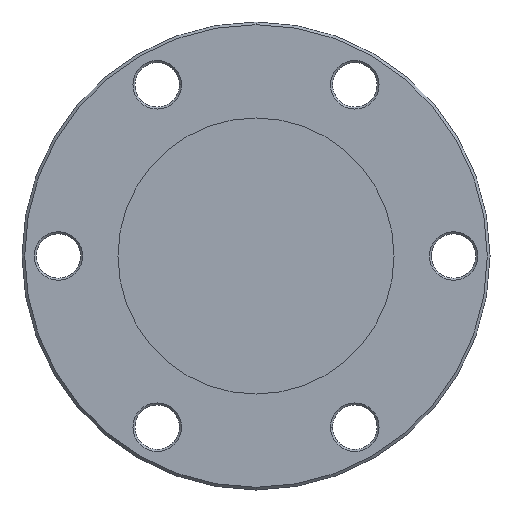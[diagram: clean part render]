
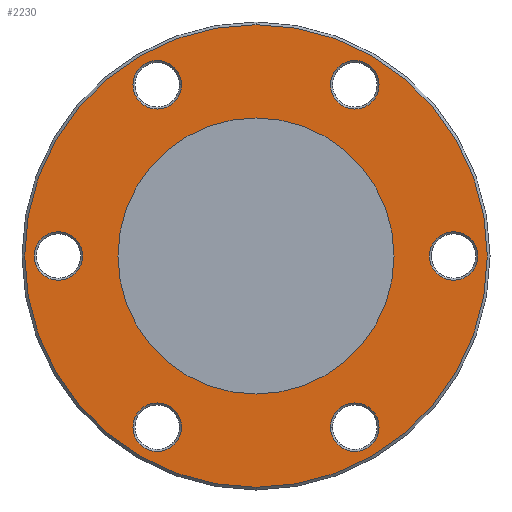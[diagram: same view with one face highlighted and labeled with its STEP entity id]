
A CAD part, left-side view. The second image highlights one B-rep face of the part: STEP entity #2230.
In plain terms, the highlighted planar face has unit normal (-1, 0, 0).
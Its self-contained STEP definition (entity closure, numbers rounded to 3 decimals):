
#216=CARTESIAN_POINT('',(-2.746,0.,20.5));
#217=VERTEX_POINT('',#216);
#226=CARTESIAN_POINT('',(-2.746,0.,-20.5));
#227=VERTEX_POINT('',#226);
#228=CARTESIAN_POINT('',(-2.746,0.,0.));
#229=DIRECTION('',(1.0,0.0,0.0));
#230=DIRECTION('',(0.0,0.0,1.0));
#231=AXIS2_PLACEMENT_3D('',#228,#229,#230);
#232=CIRCLE('',#231,20.5);
#233=EDGE_CURVE('',#227,#217,#232,.T.);
#258=CARTESIAN_POINT('',(-2.746,0.,-34.35));
#259=VERTEX_POINT('',#258);
#268=CARTESIAN_POINT('',(-2.746,0.,34.35));
#269=VERTEX_POINT('',#268);
#270=CARTESIAN_POINT('',(-2.746,0.,0.));
#271=DIRECTION('',(1.0,0.0,0.0));
#272=DIRECTION('',(0.0,0.0,-1.0));
#273=AXIS2_PLACEMENT_3D('',#270,#271,#272);
#274=CIRCLE('',#273,34.35);
#275=EDGE_CURVE('',#259,#269,#274,.T.);
#490=CARTESIAN_POINT('',(-2.746,18.275,25.418));
#491=VERTEX_POINT('',#490);
#505=CARTESIAN_POINT('',(-2.746,11.075,25.418));
#506=VERTEX_POINT('',#505);
#513=CARTESIAN_POINT('',(-2.746,14.675,25.418));
#514=DIRECTION('',(-1.0,0.0,0.0));
#515=DIRECTION('',(0.0,1.0,0.0));
#516=AXIS2_PLACEMENT_3D('',#513,#514,#515);
#517=CIRCLE('',#516,3.6);
#518=EDGE_CURVE('',#506,#491,#517,.T.);
#629=CARTESIAN_POINT('',(-2.746,-12.875,28.536));
#630=VERTEX_POINT('',#629);
#644=CARTESIAN_POINT('',(-2.746,-16.475,22.3));
#645=VERTEX_POINT('',#644);
#652=CARTESIAN_POINT('',(-2.746,-14.675,25.418));
#653=DIRECTION('',(-1.0,0.,0.));
#654=DIRECTION('',(0.,0.5,0.866));
#655=AXIS2_PLACEMENT_3D('',#652,#653,#654);
#656=CIRCLE('',#655,3.6);
#657=EDGE_CURVE('',#645,#630,#656,.T.);
#768=CARTESIAN_POINT('',(-2.746,-31.15,3.118));
#769=VERTEX_POINT('',#768);
#783=CARTESIAN_POINT('',(-2.746,-27.55,-3.118));
#784=VERTEX_POINT('',#783);
#791=CARTESIAN_POINT('',(-2.746,-29.35,0.));
#792=DIRECTION('',(-1.,0.,0.));
#793=DIRECTION('',(0.,-0.5,0.866));
#794=AXIS2_PLACEMENT_3D('',#791,#792,#793);
#795=CIRCLE('',#794,3.6);
#796=EDGE_CURVE('',#784,#769,#795,.T.);
#907=CARTESIAN_POINT('',(-2.746,-18.275,-25.418));
#908=VERTEX_POINT('',#907);
#922=CARTESIAN_POINT('',(-2.746,-11.075,-25.418));
#923=VERTEX_POINT('',#922);
#930=CARTESIAN_POINT('',(-2.746,-14.675,-25.418));
#931=DIRECTION('',(-1.0,0.0,0.0));
#932=DIRECTION('',(0.0,-1.0,0.0));
#933=AXIS2_PLACEMENT_3D('',#930,#931,#932);
#934=CIRCLE('',#933,3.6);
#935=EDGE_CURVE('',#923,#908,#934,.T.);
#1046=CARTESIAN_POINT('',(-2.746,12.875,-28.536));
#1047=VERTEX_POINT('',#1046);
#1061=CARTESIAN_POINT('',(-2.746,16.475,-22.3));
#1062=VERTEX_POINT('',#1061);
#1069=CARTESIAN_POINT('',(-2.746,14.675,-25.418));
#1070=DIRECTION('',(-1.,0.,0.));
#1071=DIRECTION('',(0.,-0.5,-0.866));
#1072=AXIS2_PLACEMENT_3D('',#1069,#1070,#1071);
#1073=CIRCLE('',#1072,3.6);
#1074=EDGE_CURVE('',#1062,#1047,#1073,.T.);
#1185=CARTESIAN_POINT('',(-2.746,31.15,-3.118));
#1186=VERTEX_POINT('',#1185);
#1200=CARTESIAN_POINT('',(-2.746,27.55,3.118));
#1201=VERTEX_POINT('',#1200);
#1208=CARTESIAN_POINT('',(-2.746,29.35,0.));
#1209=DIRECTION('',(-1.0,0.,0.));
#1210=DIRECTION('',(0.,0.5,-0.866));
#1211=AXIS2_PLACEMENT_3D('',#1208,#1209,#1210);
#1212=CIRCLE('',#1211,3.6);
#1213=EDGE_CURVE('',#1201,#1186,#1212,.T.);
#2106=CARTESIAN_POINT('',(-2.746,29.35,0.));
#2107=DIRECTION('',(-1.0,0.,0.));
#2108=DIRECTION('',(0.,0.5,-0.866));
#2109=AXIS2_PLACEMENT_3D('',#2106,#2107,#2108);
#2110=CIRCLE('',#2109,3.6);
#2111=EDGE_CURVE('',#1186,#1201,#2110,.T.);
#2151=CARTESIAN_POINT('',(-2.746,0.,27.625));
#2152=DIRECTION('',(-1.0,0.0,0.0));
#2153=DIRECTION('',(0.0,-1.0,0.0));
#2154=AXIS2_PLACEMENT_3D('',#2151,#2152,#2153);
#2155=PLANE('',#2154);
#2156=CARTESIAN_POINT('',(-2.746,0.,0.));
#2157=DIRECTION('',(1.0,0.0,0.0));
#2158=DIRECTION('',(0.0,0.0,-1.0));
#2159=AXIS2_PLACEMENT_3D('',#2156,#2157,#2158);
#2160=CIRCLE('',#2159,34.35);
#2161=EDGE_CURVE('',#269,#259,#2160,.T.);
#2162=ORIENTED_EDGE('',*,*,#2161,.F.);
#2163=ORIENTED_EDGE('',*,*,#275,.F.);
#2164=EDGE_LOOP('',(#2162,#2163));
#2165=FACE_OUTER_BOUND('',#2164,.T.);
#2166=ORIENTED_EDGE('',*,*,#1074,.F.);
#2167=CARTESIAN_POINT('',(-2.746,14.675,-25.418));
#2168=DIRECTION('',(-1.,0.,0.));
#2169=DIRECTION('',(0.,-0.5,-0.866));
#2170=AXIS2_PLACEMENT_3D('',#2167,#2168,#2169);
#2171=CIRCLE('',#2170,3.6);
#2172=EDGE_CURVE('',#1047,#1062,#2171,.T.);
#2173=ORIENTED_EDGE('',*,*,#2172,.F.);
#2174=EDGE_LOOP('',(#2166,#2173));
#2175=FACE_BOUND('',#2174,.T.);
#2176=ORIENTED_EDGE('',*,*,#796,.F.);
#2177=CARTESIAN_POINT('',(-2.746,-29.35,0.));
#2178=DIRECTION('',(-1.,0.,0.));
#2179=DIRECTION('',(0.,-0.5,0.866));
#2180=AXIS2_PLACEMENT_3D('',#2177,#2178,#2179);
#2181=CIRCLE('',#2180,3.6);
#2182=EDGE_CURVE('',#769,#784,#2181,.T.);
#2183=ORIENTED_EDGE('',*,*,#2182,.F.);
#2184=EDGE_LOOP('',(#2176,#2183));
#2185=FACE_BOUND('',#2184,.T.);
#2186=ORIENTED_EDGE('',*,*,#518,.F.);
#2187=CARTESIAN_POINT('',(-2.746,14.675,25.418));
#2188=DIRECTION('',(-1.0,0.0,0.0));
#2189=DIRECTION('',(0.0,1.0,0.0));
#2190=AXIS2_PLACEMENT_3D('',#2187,#2188,#2189);
#2191=CIRCLE('',#2190,3.6);
#2192=EDGE_CURVE('',#491,#506,#2191,.T.);
#2193=ORIENTED_EDGE('',*,*,#2192,.F.);
#2194=EDGE_LOOP('',(#2186,#2193));
#2195=FACE_BOUND('',#2194,.T.);
#2196=CARTESIAN_POINT('',(-2.746,0.,0.));
#2197=DIRECTION('',(1.0,0.0,0.0));
#2198=DIRECTION('',(0.0,0.0,1.0));
#2199=AXIS2_PLACEMENT_3D('',#2196,#2197,#2198);
#2200=CIRCLE('',#2199,20.5);
#2201=EDGE_CURVE('',#217,#227,#2200,.T.);
#2202=ORIENTED_EDGE('',*,*,#2201,.T.);
#2203=ORIENTED_EDGE('',*,*,#233,.T.);
#2204=EDGE_LOOP('',(#2202,#2203));
#2205=FACE_BOUND('',#2204,.T.);
#2206=ORIENTED_EDGE('',*,*,#657,.F.);
#2207=CARTESIAN_POINT('',(-2.746,-14.675,25.418));
#2208=DIRECTION('',(-1.0,0.,0.));
#2209=DIRECTION('',(0.,0.5,0.866));
#2210=AXIS2_PLACEMENT_3D('',#2207,#2208,#2209);
#2211=CIRCLE('',#2210,3.6);
#2212=EDGE_CURVE('',#630,#645,#2211,.T.);
#2213=ORIENTED_EDGE('',*,*,#2212,.F.);
#2214=EDGE_LOOP('',(#2206,#2213));
#2215=FACE_BOUND('',#2214,.T.);
#2216=ORIENTED_EDGE('',*,*,#935,.F.);
#2217=CARTESIAN_POINT('',(-2.746,-14.675,-25.418));
#2218=DIRECTION('',(-1.0,0.0,0.0));
#2219=DIRECTION('',(0.0,-1.0,0.0));
#2220=AXIS2_PLACEMENT_3D('',#2217,#2218,#2219);
#2221=CIRCLE('',#2220,3.6);
#2222=EDGE_CURVE('',#908,#923,#2221,.T.);
#2223=ORIENTED_EDGE('',*,*,#2222,.F.);
#2224=EDGE_LOOP('',(#2216,#2223));
#2225=FACE_BOUND('',#2224,.T.);
#2226=ORIENTED_EDGE('',*,*,#1213,.F.);
#2227=ORIENTED_EDGE('',*,*,#2111,.F.);
#2228=EDGE_LOOP('',(#2226,#2227));
#2229=FACE_BOUND('',#2228,.T.);
#2230=ADVANCED_FACE('',(#2165,#2175,#2185,#2195,#2205,#2215,#2225,#2229),#2155,.T.);
